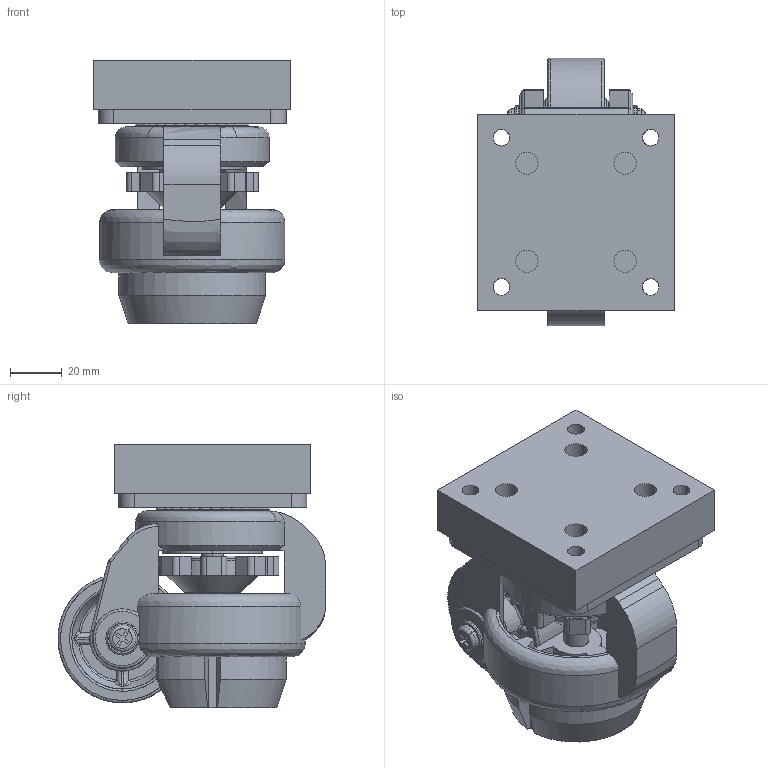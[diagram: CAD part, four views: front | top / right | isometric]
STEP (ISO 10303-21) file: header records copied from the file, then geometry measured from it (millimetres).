
FILE_DESCRIPTION((''),'2;1');
FILE_NAME('13CA8120.stp','2015-07-14T16:17:07',(''),(''),'Mechanical Desktop 2011','Mechanical Desktop 2011',', , ');
FILE_SCHEMA(('AUTOMOTIVE_DESIGN { 1 2 10303 214 1 1 1 1 }'));
Length unit declared in the file: inch
Products named in the file (1): Product
Bounding box: 76.2 x 103.98 x 102.11 mm (x, y, z)
Volume: 100895.7 mm3; surface area: 88160 mm2
Topology: 1 solids, 1 shells, 662 faces, 3667 edges, 3567 vertices
Faces by surface type: bspline 628, cylinder 24, plane 10
Entity records: 82957 total; most frequent: CARTESIAN_POINT 67250, PCURVE 3511, COMPOSITE_CURVE_SEGMENT 3511, QUASI_UNIFORM_CURVE 2961, B_SPLINE_CURVE_WITH_KNOTS 2510, STYLED_ITEM 629, CURVE_BOUNDED_SURFACE 628, OUTER_BOUNDARY_CURVE 568
